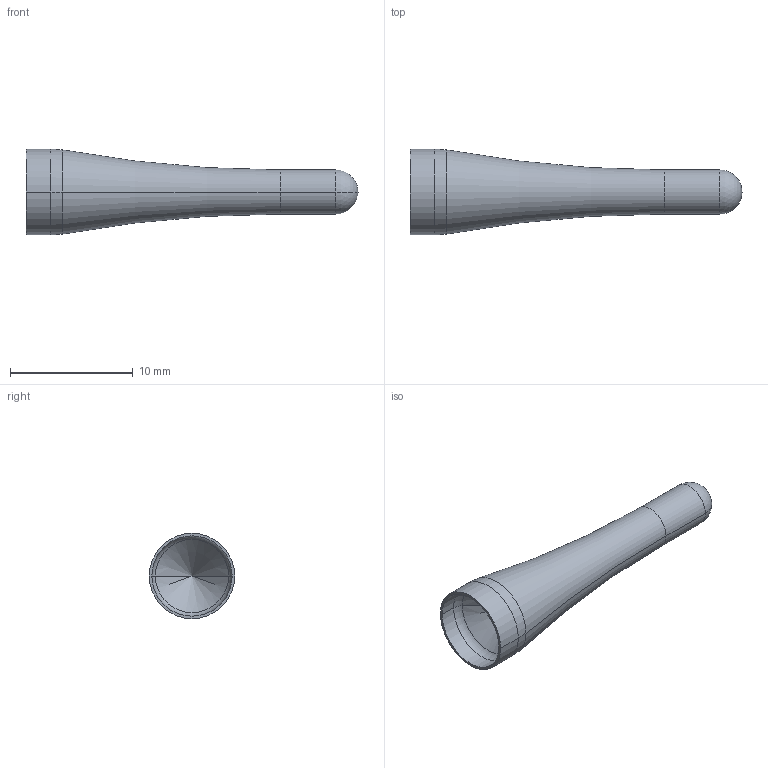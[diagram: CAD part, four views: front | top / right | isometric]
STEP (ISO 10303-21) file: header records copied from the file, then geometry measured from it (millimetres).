
FILE_DESCRIPTION((''),'2;1');
FILE_NAME('025_Z_OUT_25','2021-03-29T15:46:08',('irpbja'),('DOSATRON'),'CREO PARAMETRIC BY PTC INC, 2019080','CREO PARAMETRIC BY PTC INC, 2019080','');
FILE_SCHEMA(('CONFIG_CONTROL_DESIGN'));
Length unit declared in the file: millimetre
Products named in the file (1): 025_Z_OUT_25
Bounding box: 27.05 x 6.95 x 6.95 mm (x, y, z)
Volume: 394.8 mm3; surface area: 486 mm2
Topology: 1 solids, 1 shells, 17 faces, 36 edges, 18 vertices
Faces by surface type: cylinder 6, torus 4, cone 2, bspline 2, sphere 2, plane 1
Entity records: 514 total; most frequent: CARTESIAN_POINT 121, DIRECTION 86, ORIENTED_EDGE 64, AXIS2_PLACEMENT_3D 39, EDGE_CURVE 32, CIRCLE 24, VERTEX_POINT 18, EDGE_LOOP 18
